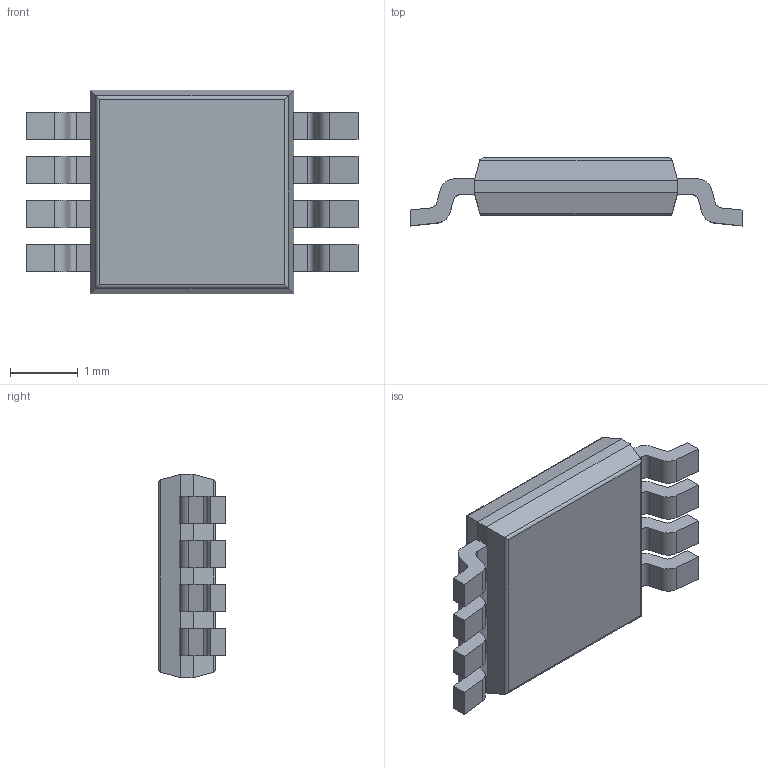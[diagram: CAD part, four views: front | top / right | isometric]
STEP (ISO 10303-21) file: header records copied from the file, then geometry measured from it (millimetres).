
FILE_DESCRIPTION (( 'STEP AP214' ), '1' );
FILE_NAME ('AD8421ARMZ.STEP', '2022-09-06T08:45:12', ( '' ), ( '' ), 'SwSTEP 2.0', 'SolidWorks 2018', '' );
FILE_SCHEMA (( 'AUTOMOTIVE_DESIGN' ));
Length unit declared in the file: millimetre
Products named in the file (1): AD8421ARMZ
Bounding box: 4.9 x 1 x 3 mm (x, y, z)
Volume: 8.2 mm3; surface area: 39.7 mm2
Topology: 9 solids, 9 shells, 153 faces, 386 edges, 252 vertices
Faces by surface type: plane 111, cylinder 42
Entity records: 6329 total; most frequent: CARTESIAN_POINT 816, ORIENTED_EDGE 772, DIRECTION 754, EDGE_CURVE 386, VECTOR 310, LINE 310, VERTEX_POINT 252, AXIS2_PLACEMENT_3D 222
